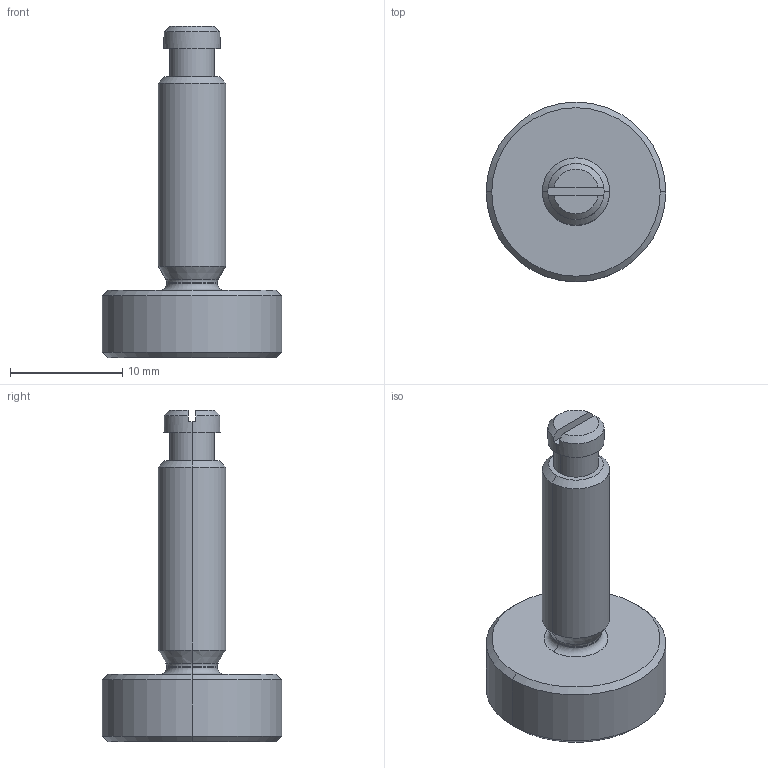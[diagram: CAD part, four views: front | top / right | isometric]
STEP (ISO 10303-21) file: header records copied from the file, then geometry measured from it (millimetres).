
FILE_DESCRIPTION (( 'STEP AP214' ), '1' );
FILE_NAME ('OM-999-010-010_01.STEP', '2024-10-07T16:39:08', ( '' ), ( '' ), 'SwSTEP 2.0', 'SolidWorks 2022', '' );
FILE_SCHEMA (( 'AUTOMOTIVE_DESIGN' ));
Length unit declared in the file: millimetre
Products named in the file (3): OM-999-010-110_01; OM-999-010-010_01; OM-999-010-120_01
Assembly tree (2 placements, depth 2):
  OM-999-010-010_01
    OM-999-010-110_01
    OM-999-010-120_01
Bounding box: 16 x 16 x 29.5 mm (x, y, z)
Volume: 1767.2 mm3; surface area: 1240.2 mm2
Topology: 2 solids, 2 shells, 43 faces, 90 edges, 53 vertices
Faces by surface type: cone 14, cylinder 14, plane 11, torus 4
Entity records: 1316 total; most frequent: DIRECTION 230, CARTESIAN_POINT 201, ORIENTED_EDGE 176, AXIS2_PLACEMENT_3D 98, EDGE_CURVE 88, VERTEX_POINT 53, CIRCLE 50, EDGE_LOOP 47
